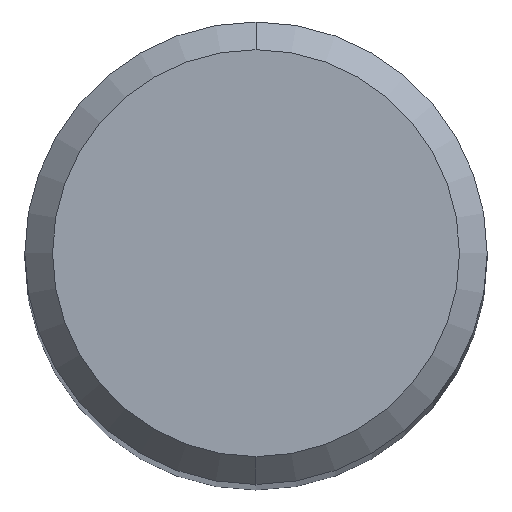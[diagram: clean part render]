
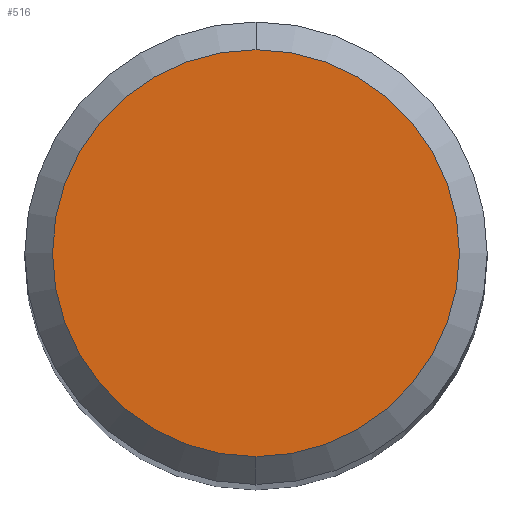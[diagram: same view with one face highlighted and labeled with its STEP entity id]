
A CAD part, top view. The second image highlights one B-rep face of the part: STEP entity #516.
In plain terms, the highlighted planar face has unit normal (0, 0, 1).
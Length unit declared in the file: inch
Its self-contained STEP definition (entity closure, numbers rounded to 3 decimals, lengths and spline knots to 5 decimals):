
#6 = AXIS2_PLACEMENT_3D ( 'NONE', #406, #161, #45 ) ;
#12 = CARTESIAN_POINT ( 'NONE',  ( 0., 0.11, 0. ) ) ;
#45 = DIRECTION ( 'NONE',  ( 0., -1., 0. ) ) ;
#50 = EDGE_LOOP ( 'NONE', ( #105, #218 ) ) ;
#92 = EDGE_CURVE ( 'NONE', #368, #166, #285, .T. ) ;
#105 = ORIENTED_EDGE ( 'NONE', *, *, #120, .T. ) ;
#120 = EDGE_CURVE ( 'NONE', #166, #368, #428, .T. ) ;
#151 = AXIS2_PLACEMENT_3D ( 'NONE', #228, #187, #362 ) ;
#152 = AXIS2_PLACEMENT_3D ( 'NONE', #158, #395, #318 ) ;
#156 = FACE_OUTER_BOUND ( 'NONE', #50, .T. ) ;
#158 = CARTESIAN_POINT ( 'NONE',  ( 0., 0.11, 0. ) ) ;
#161 = DIRECTION ( 'NONE',  ( 0., 0., 1. ) ) ;
#166 = VERTEX_POINT ( 'NONE', #12 ) ;
#187 = DIRECTION ( 'NONE',  ( 0., 0., 1. ) ) ;
#218 = ORIENTED_EDGE ( 'NONE', *, *, #92, .T. ) ;
#228 = CARTESIAN_POINT ( 'NONE',  ( 0., 0., 0. ) ) ;
#285 = CIRCLE ( 'NONE', #151, 0.11 ) ;
#318 = DIRECTION ( 'NONE',  ( 0., 1., 0. ) ) ;
#357 = PLANE ( 'NONE',  #152 ) ;
#362 = DIRECTION ( 'NONE',  ( 0., -1., 0. ) ) ;
#368 = VERTEX_POINT ( 'NONE', #500 ) ;
#395 = DIRECTION ( 'NONE',  ( 0., 0., -1. ) ) ;
#406 = CARTESIAN_POINT ( 'NONE',  ( 0., 0., 0. ) ) ;
#428 = CIRCLE ( 'NONE', #6, 0.11 ) ;
#500 = CARTESIAN_POINT ( 'NONE',  ( 0., -0.11, 0. ) ) ;
#516 = ADVANCED_FACE ( 'NONE', ( #156 ), #357, .F. ) ;
